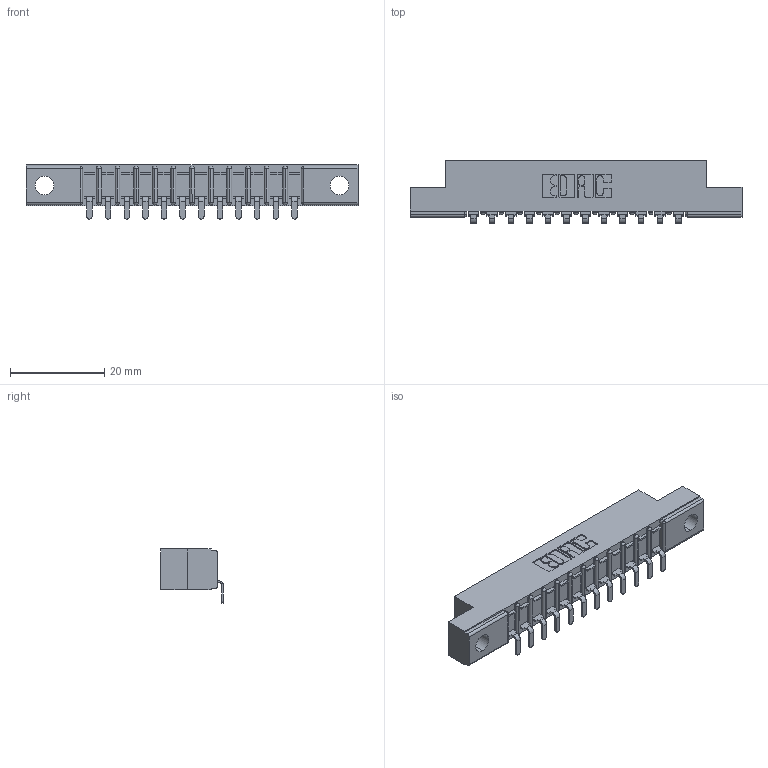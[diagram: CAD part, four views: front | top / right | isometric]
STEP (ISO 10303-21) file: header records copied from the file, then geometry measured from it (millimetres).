
FILE_DESCRIPTION (( 'STEP AP203' ), '1' );
FILE_NAME ('357-012-553-104.STEP', '2019-09-16T19:15:47', ( '' ), ( '' ), 'SwSTEP 2.0', 'SolidWorks 2016', '' );
FILE_SCHEMA (( 'CONFIG_CONTROL_DESIGN' ));
Length unit declared in the file: inch
Products named in the file (3): 307 Part_.156 Dia Mounting Holes; 307-290-002_553; 357-012-553-104
Assembly tree (13 placements, depth 2):
  357-012-553-104
    307 Part_.156 Dia Mounting Holes
    307-290-002_553  x12
Bounding box: 70.56 x 13.32 x 11.51 mm (x, y, z)
Volume: 4547.1 mm3; surface area: 7608.7 mm2
Topology: 13 solids, 13 shells, 1081 faces, 3287 edges, 2154 vertices
Faces by surface type: plane 648, cylinder 407, sphere 26
Entity records: 15258 total; most frequent: CARTESIAN_POINT 2574, ORIENTED_EDGE 2562, DIRECTION 2507, EDGE_CURVE 1281, VECTOR 973, LINE 973, VERTEX_POINT 834, AXIS2_PLACEMENT_3D 767
